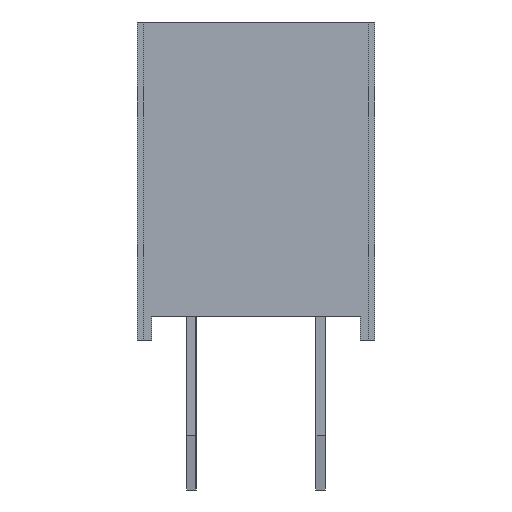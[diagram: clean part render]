
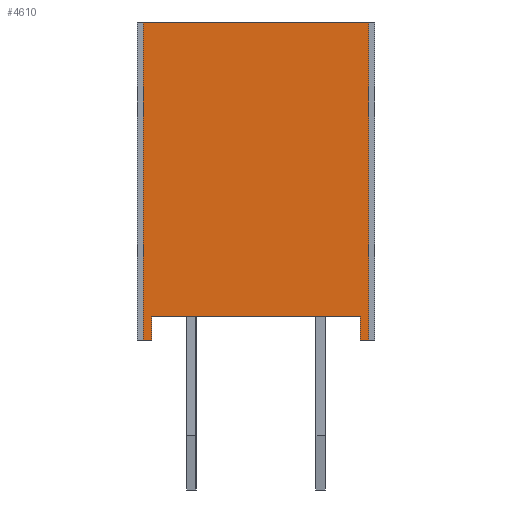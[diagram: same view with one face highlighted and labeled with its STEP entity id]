
A CAD part, left-side view. The second image highlights one B-rep face of the part: STEP entity #4610.
In plain terms, the highlighted planar face has unit normal (-1, 0, 0).
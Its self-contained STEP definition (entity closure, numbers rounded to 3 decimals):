
#112=DIRECTION('',(0.,-1.,0.));
#113=VECTOR('',#112,4.775);
#114=CARTESIAN_POINT('',(-12.7,2.388,0.));
#115=LINE('',#114,#113);
#448=DIRECTION('',(0.,0.,1.));
#449=VECTOR('',#448,0.508);
#450=CARTESIAN_POINT('',(-12.7,2.21,-6.731));
#451=LINE('',#450,#449);
#452=DIRECTION('',(0.,0.,-1.));
#453=VECTOR('',#452,6.731);
#454=CARTESIAN_POINT('',(-12.7,2.388,0.));
#455=LINE('',#454,#453);
#456=DIRECTION('',(0.,0.,1.));
#457=VECTOR('',#456,0.508);
#458=CARTESIAN_POINT('',(-12.7,-2.21,-6.731));
#459=LINE('',#458,#457);
#460=DIRECTION('',(0.,-1.,0.));
#461=VECTOR('',#460,4.42);
#462=CARTESIAN_POINT('',(-12.7,2.21,-6.223));
#463=LINE('',#462,#461);
#492=DIRECTION('',(0.,-1.,0.));
#493=VECTOR('',#492,0.178);
#494=CARTESIAN_POINT('',(-12.7,2.388,-6.731));
#495=LINE('',#494,#493);
#500=DIRECTION('',(0.,-1.,0.));
#501=VECTOR('',#500,0.178);
#502=CARTESIAN_POINT('',(-12.7,-2.21,-6.731));
#503=LINE('',#502,#501);
#2008=DIRECTION('',(0.,0.,-1.));
#2009=VECTOR('',#2008,6.731);
#2010=CARTESIAN_POINT('',(-12.7,-2.388,0.));
#2011=LINE('',#2010,#2009);
#3308=CARTESIAN_POINT('',(-12.7,2.388,0.));
#3309=VERTEX_POINT('',#3308);
#3310=CARTESIAN_POINT('',(-12.7,-2.388,0.));
#3311=VERTEX_POINT('',#3310);
#3332=CARTESIAN_POINT('',(-12.7,2.388,-6.731));
#3333=VERTEX_POINT('',#3332);
#3334=CARTESIAN_POINT('',(-12.7,-2.388,-6.731));
#3336=VERTEX_POINT('',#3334);
#3544=CARTESIAN_POINT('',(-12.7,2.21,-6.731));
#3546=VERTEX_POINT('',#3544);
#3548=CARTESIAN_POINT('',(-12.7,-2.21,-6.731));
#3550=VERTEX_POINT('',#3548);
#3552=CARTESIAN_POINT('',(-12.7,2.21,-6.223));
#3553=VERTEX_POINT('',#3552);
#3554=CARTESIAN_POINT('',(-12.7,-2.21,-6.223));
#3555=VERTEX_POINT('',#3554);
#4589=CARTESIAN_POINT('',(-12.7,2.388,0.));
#4590=DIRECTION('',(-1.,0.,0.));
#4591=DIRECTION('',(0.,-1.,0.));
#4592=AXIS2_PLACEMENT_3D('',#4589,#4590,#4591);
#4593=PLANE('',#4592);
#4595=ORIENTED_EDGE('',*,*,#4594,.F.);
#4597=ORIENTED_EDGE('',*,*,#4596,.F.);
#4598=ORIENTED_EDGE('',*,*,#4581,.F.);
#4599=ORIENTED_EDGE('',*,*,#4353,.T.);
#4601=ORIENTED_EDGE('',*,*,#4600,.T.);
#4603=ORIENTED_EDGE('',*,*,#4602,.F.);
#4605=ORIENTED_EDGE('',*,*,#4604,.T.);
#4607=ORIENTED_EDGE('',*,*,#4606,.F.);
#4608=EDGE_LOOP('',(#4595,#4597,#4598,#4599,#4601,#4603,#4605,#4607));
#4609=FACE_OUTER_BOUND('',#4608,.F.);
#4610=ADVANCED_FACE('',(#4609),#4593,.T.);
#4353=EDGE_CURVE('',#3309,#3311,#115,.T.);
#4581=EDGE_CURVE('',#3309,#3333,#455,.T.);
#4594=EDGE_CURVE('',#3546,#3553,#451,.T.);
#4596=EDGE_CURVE('',#3333,#3546,#495,.T.);
#4600=EDGE_CURVE('',#3311,#3336,#2011,.T.);
#4602=EDGE_CURVE('',#3550,#3336,#503,.T.);
#4604=EDGE_CURVE('',#3550,#3555,#459,.T.);
#4606=EDGE_CURVE('',#3553,#3555,#463,.T.);
